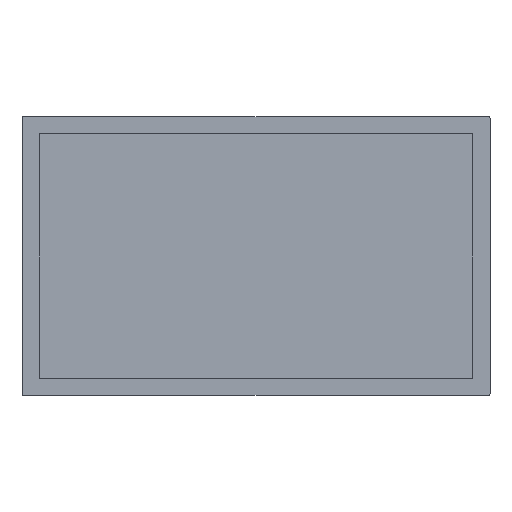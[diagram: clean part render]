
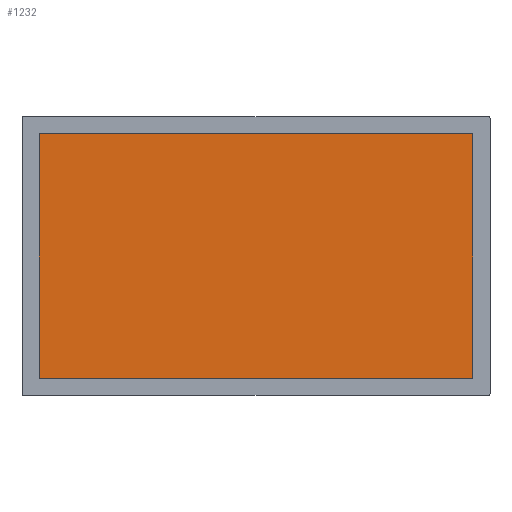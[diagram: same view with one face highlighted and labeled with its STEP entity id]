
A CAD part, top view. The second image highlights one B-rep face of the part: STEP entity #1232.
In plain terms, the highlighted planar face has unit normal (0, 0, 1).
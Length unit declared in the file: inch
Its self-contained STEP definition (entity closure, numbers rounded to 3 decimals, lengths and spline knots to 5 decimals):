
#31 = VECTOR ( 'NONE', #35478, 39.37008 ) ;
#1232 = ADVANCED_FACE ( 'NONE', ( #29318 ), #16525, .T. ) ;
#3377 = LINE ( 'NONE', #24801, #26957 ) ;
#3780 = LINE ( 'NONE', #20042, #31 ) ;
#5261 = CARTESIAN_POINT ( 'NONE',  ( -10.40236, -5.86339, 0.38307 ) ) ;
#5901 = EDGE_LOOP ( 'NONE', ( #19934, #8848, #28967, #7522 ) ) ;
#6176 = CARTESIAN_POINT ( 'NONE',  ( -10.40236, -5.86339, 0.38307 ) ) ;
#7508 = CARTESIAN_POINT ( 'NONE',  ( -10.40236, 5.86339, 0.38307 ) ) ;
#7522 = ORIENTED_EDGE ( 'NONE', *, *, #31189, .F. ) ;
#8848 = ORIENTED_EDGE ( 'NONE', *, *, #19765, .F. ) ;
#9010 = CARTESIAN_POINT ( 'NONE',  ( 10.40236, -5.86339, 0.38307 ) ) ;
#9196 = VERTEX_POINT ( 'NONE', #9010 ) ;
#11047 = VERTEX_POINT ( 'NONE', #7508 ) ;
#12080 = VERTEX_POINT ( 'NONE', #15891 ) ;
#15622 = LINE ( 'NONE', #6176, #18529 ) ;
#15891 = CARTESIAN_POINT ( 'NONE',  ( 10.40236, 5.86339, 0.38307 ) ) ;
#16525 = PLANE ( 'NONE',  #18565 ) ;
#16734 = DIRECTION ( 'NONE',  ( 0., 0., 1. ) ) ;
#18529 = VECTOR ( 'NONE', #39914, 39.37008 ) ;
#18565 = AXIS2_PLACEMENT_3D ( 'NONE', #35275, #16734, #25825 ) ;
#19765 = EDGE_CURVE ( 'NONE', #40558, #11047, #15622, .T. ) ;
#19934 = ORIENTED_EDGE ( 'NONE', *, *, #33593, .F. ) ;
#20042 = CARTESIAN_POINT ( 'NONE',  ( 10.40236, 5.86339, 0.38307 ) ) ;
#24801 = CARTESIAN_POINT ( 'NONE',  ( 10.40236, -5.86339, 0.38307 ) ) ;
#25825 = DIRECTION ( 'NONE',  ( 1., 0., 0. ) ) ;
#26957 = VECTOR ( 'NONE', #34454, 39.37008 ) ;
#27290 = VECTOR ( 'NONE', #29765, 39.37008 ) ;
#28967 = ORIENTED_EDGE ( 'NONE', *, *, #31097, .F. ) ;
#29318 = FACE_OUTER_BOUND ( 'NONE', #5901, .T. ) ;
#29765 = DIRECTION ( 'NONE',  ( 1., 0., 0. ) ) ;
#31097 = EDGE_CURVE ( 'NONE', #9196, #40558, #3377, .T. ) ;
#31189 = EDGE_CURVE ( 'NONE', #12080, #9196, #3780, .T. ) ;
#32839 = CARTESIAN_POINT ( 'NONE',  ( -10.40236, 5.86339, 0.38307 ) ) ;
#33593 = EDGE_CURVE ( 'NONE', #11047, #12080, #36531, .T. ) ;
#34454 = DIRECTION ( 'NONE',  ( -1., 0., 0. ) ) ;
#35275 = CARTESIAN_POINT ( 'NONE',  ( -12.02756, -6.29646, 0.38307 ) ) ;
#35478 = DIRECTION ( 'NONE',  ( 0., -1., 0. ) ) ;
#36531 = LINE ( 'NONE', #32839, #27290 ) ;
#39914 = DIRECTION ( 'NONE',  ( 0., 1., 0. ) ) ;
#40558 = VERTEX_POINT ( 'NONE', #5261 ) ;
